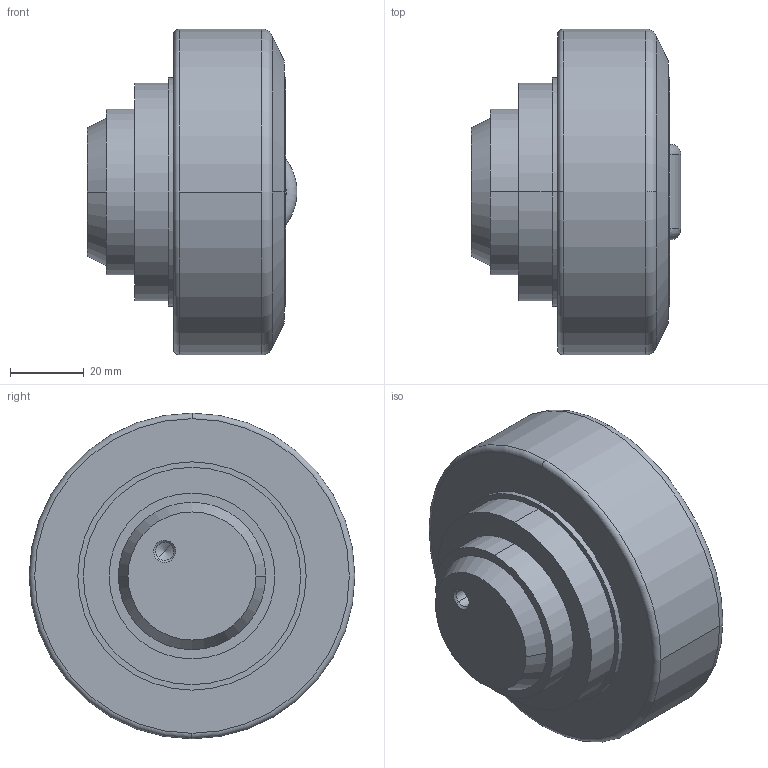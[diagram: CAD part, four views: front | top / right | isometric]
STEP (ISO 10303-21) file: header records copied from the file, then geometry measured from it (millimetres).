
FILE_DESCRIPTION(('STEP AP203'),'1');
FILE_NAME('4_058.stp','2014-08-06T06:29:34',('TraceParts'),('TraceParts S.A.'),'XStep 1.0',' ',' ');
FILE_SCHEMA(('CONFIG_CONTROL_DESIGN'));
Length unit declared in the file: millimetre
Products named in the file (1): 1
Bounding box: 57 x 88.4 x 88.4 mm (x, y, z)
Volume: 228409.9 mm3; surface area: 23598.9 mm2
Topology: 1 solids, 1 shells, 52 faces, 120 edges, 76 vertices
Faces by surface type: plane 20, cylinder 16, cone 10, torus 6
Entity records: 1677 total; most frequent: CARTESIAN_POINT 415, DIRECTION 279, ORIENTED_EDGE 236, EDGE_CURVE 118, AXIS2_PLACEMENT_3D 116, VERTEX_POINT 76, CIRCLE 63, EDGE_LOOP 60
